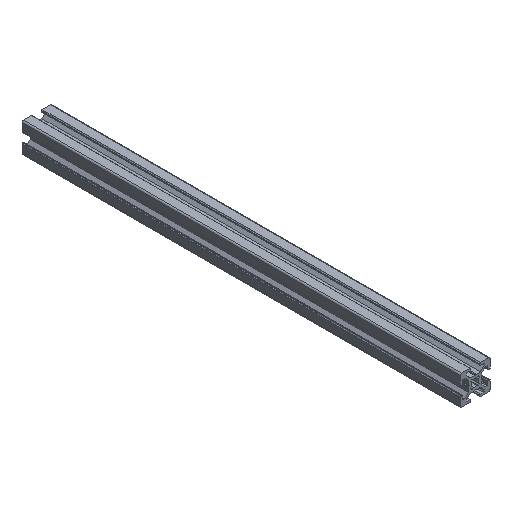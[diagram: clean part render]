
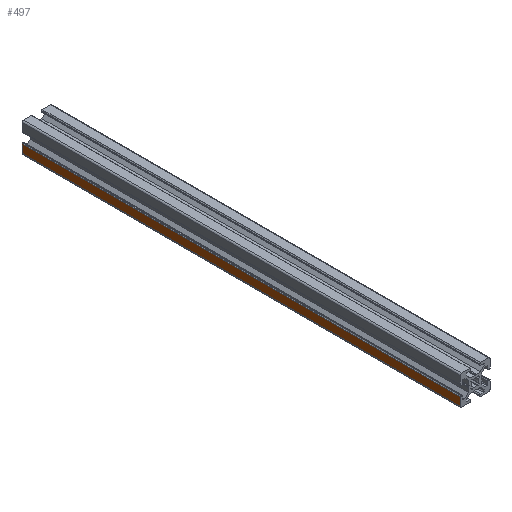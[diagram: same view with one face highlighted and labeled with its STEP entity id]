
A CAD part, isometric view. The second image highlights one B-rep face of the part: STEP entity #497.
In plain terms, the highlighted planar face has unit normal (-1, 0, 0).
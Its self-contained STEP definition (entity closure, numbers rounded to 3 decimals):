
#65 = CARTESIAN_POINT ( 'NONE',  ( 0., 296., 0. ) ) ;
#309 = LINE ( 'NONE', #1605, #2305 ) ;
#413 = VECTOR ( 'NONE', #1126, 1000. ) ;
#497 = ADVANCED_FACE ( 'NONE', ( #3577 ), #1662, .T. ) ;
#513 = DIRECTION ( 'NONE',  ( 0., 0., -1. ) ) ;
#514 = DIRECTION ( 'NONE',  ( -1., 0., 0. ) ) ;
#569 = VECTOR ( 'NONE', #2960, 1000. ) ;
#635 = VERTEX_POINT ( 'NONE', #800 ) ;
#648 = ORIENTED_EDGE ( 'NONE', *, *, #1953, .F. ) ;
#649 = DIRECTION ( 'NONE',  ( 0., -1., 0. ) ) ;
#793 = VECTOR ( 'NONE', #513, 1000. ) ;
#800 = CARTESIAN_POINT ( 'NONE',  ( 0., 0., -13.5 ) ) ;
#1126 = DIRECTION ( 'NONE',  ( 0., 0., -1. ) ) ;
#1173 = CARTESIAN_POINT ( 'NONE',  ( 0., 296., 0. ) ) ;
#1202 = ORIENTED_EDGE ( 'NONE', *, *, #3304, .T. ) ;
#1205 = EDGE_CURVE ( 'NONE', #2958, #635, #2703, .T. ) ;
#1229 = VERTEX_POINT ( 'NONE', #1878 ) ;
#1244 = EDGE_LOOP ( 'NONE', ( #1202, #3529, #648, #2135 ) ) ;
#1443 = LINE ( 'NONE', #1173, #793 ) ;
#1540 = CARTESIAN_POINT ( 'NONE',  ( 0., 296., -13.5 ) ) ;
#1605 = CARTESIAN_POINT ( 'NONE',  ( 0., 296., -19. ) ) ;
#1662 = PLANE ( 'NONE',  #3692 ) ;
#1686 = CARTESIAN_POINT ( 'NONE',  ( 0., 296., -13.5 ) ) ;
#1878 = CARTESIAN_POINT ( 'NONE',  ( 0., 296., -19. ) ) ;
#1953 = EDGE_CURVE ( 'NONE', #635, #3700, #3682, .T. ) ;
#2135 = ORIENTED_EDGE ( 'NONE', *, *, #1205, .F. ) ;
#2305 = VECTOR ( 'NONE', #649, 1000. ) ;
#2654 = EDGE_CURVE ( 'NONE', #1229, #3700, #309, .T. ) ;
#2691 = CARTESIAN_POINT ( 'NONE',  ( 0., 0., 0. ) ) ;
#2703 = LINE ( 'NONE', #1686, #569 ) ;
#2958 = VERTEX_POINT ( 'NONE', #1540 ) ;
#2960 = DIRECTION ( 'NONE',  ( 0., -1., 0. ) ) ;
#2988 = CARTESIAN_POINT ( 'NONE',  ( 0., 0., -19. ) ) ;
#3304 = EDGE_CURVE ( 'NONE', #2958, #1229, #1443, .T. ) ;
#3529 = ORIENTED_EDGE ( 'NONE', *, *, #2654, .T. ) ;
#3577 = FACE_OUTER_BOUND ( 'NONE', #1244, .T. ) ;
#3682 = LINE ( 'NONE', #2691, #413 ) ;
#3692 = AXIS2_PLACEMENT_3D ( 'NONE', #65, #514, #4034 ) ;
#3700 = VERTEX_POINT ( 'NONE', #2988 ) ;
#4034 = DIRECTION ( 'NONE',  ( 0., 0., 1. ) ) ;
